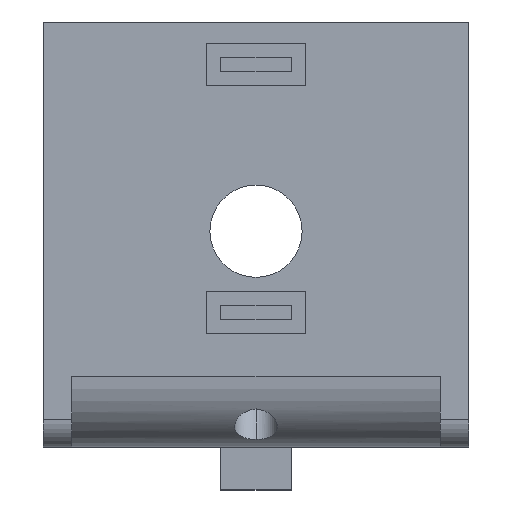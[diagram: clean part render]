
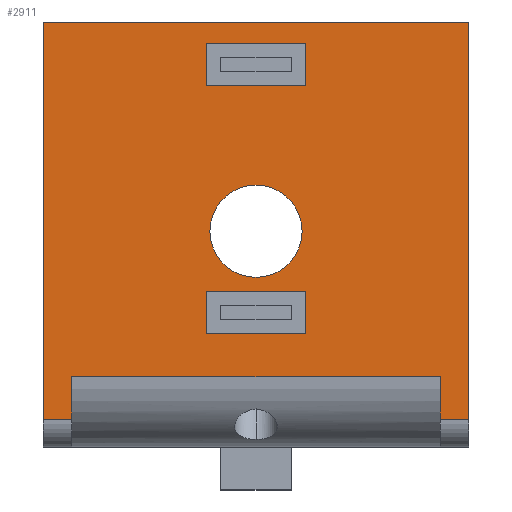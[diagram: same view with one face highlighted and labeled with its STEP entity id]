
A CAD part, front view. The second image highlights one B-rep face of the part: STEP entity #2911.
In plain terms, the highlighted planar face has unit normal (0, -1, 0).
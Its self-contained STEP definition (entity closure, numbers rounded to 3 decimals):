
#4 = ORIENTED_EDGE ( 'NONE', *, *, #3077, .T. ) ;
#16 = ORIENTED_EDGE ( 'NONE', *, *, #2263, .F. ) ;
#36 = EDGE_CURVE ( 'NONE', #227, #1784, #1849, .T. ) ;
#39 = VERTEX_POINT ( 'NONE', #1918 ) ;
#68 = LINE ( 'NONE', #97, #308 ) ;
#76 = CARTESIAN_POINT ( 'NONE',  ( 7., 0., 22. ) ) ;
#97 = CARTESIAN_POINT ( 'NONE',  ( 0., 0., 57. ) ) ;
#143 = FACE_BOUND ( 'NONE', #3199, .T. ) ;
#158 = CARTESIAN_POINT ( 'NONE',  ( 7., 0., 16. ) ) ;
#174 = VECTOR ( 'NONE', #2957, 1000. ) ;
#227 = VERTEX_POINT ( 'NONE', #1089 ) ;
#243 = LINE ( 'NONE', #1216, #844 ) ;
#267 = ORIENTED_EDGE ( 'NONE', *, *, #2443, .T. ) ;
#286 = ORIENTED_EDGE ( 'NONE', *, *, #1434, .T. ) ;
#292 = ORIENTED_EDGE ( 'NONE', *, *, #1392, .F. ) ;
#295 = CARTESIAN_POINT ( 'NONE',  ( 26., 0., 4. ) ) ;
#308 = VECTOR ( 'NONE', #2125, 1000. ) ;
#344 = EDGE_CURVE ( 'NONE', #3057, #39, #2063, .T. ) ;
#376 = CARTESIAN_POINT ( 'NONE',  ( 7., 0., 57. ) ) ;
#391 = FACE_BOUND ( 'NONE', #2985, .T. ) ;
#462 = CARTESIAN_POINT ( 'NONE',  ( 30., 0., 0. ) ) ;
#471 = DIRECTION ( 'NONE',  ( 1., 0., 0. ) ) ;
#494 = EDGE_LOOP ( 'NONE', ( #2080, #2784, #541, #267 ) ) ;
#521 = ORIENTED_EDGE ( 'NONE', *, *, #1386, .T. ) ;
#541 = ORIENTED_EDGE ( 'NONE', *, *, #2695, .T. ) ;
#621 = DIRECTION ( 'NONE',  ( 0., 0., -1. ) ) ;
#624 = FACE_BOUND ( 'NONE', #494, .T. ) ;
#668 = AXIS2_PLACEMENT_3D ( 'NONE', #2135, #3120, #1628 ) ;
#734 = CARTESIAN_POINT ( 'NONE',  ( 0., 0., 30.5 ) ) ;
#745 = EDGE_CURVE ( 'NONE', #2501, #1174, #1744, .T. ) ;
#746 = VECTOR ( 'NONE', #3191, 1000. ) ;
#803 = ORIENTED_EDGE ( 'NONE', *, *, #344, .F. ) ;
#810 = CARTESIAN_POINT ( 'NONE',  ( -30., 0., 4. ) ) ;
#811 = VERTEX_POINT ( 'NONE', #2775 ) ;
#844 = VECTOR ( 'NONE', #933, 1000. ) ;
#933 = DIRECTION ( 'NONE',  ( 1., 0., 0. ) ) ;
#959 = LINE ( 'NONE', #2184, #746 ) ;
#964 = DIRECTION ( 'NONE',  ( 0., 0., -1. ) ) ;
#967 = CARTESIAN_POINT ( 'NONE',  ( 7., 0., 0. ) ) ;
#971 = CARTESIAN_POINT ( 'NONE',  ( -7., 0., 0. ) ) ;
#1004 = DIRECTION ( 'NONE',  ( 0., 0., 1. ) ) ;
#1086 = DIRECTION ( 'NONE',  ( 0., 0., 1. ) ) ;
#1089 = CARTESIAN_POINT ( 'NONE',  ( 0., 0., 24. ) ) ;
#1102 = CARTESIAN_POINT ( 'NONE',  ( -7., 0., 0. ) ) ;
#1125 = LINE ( 'NONE', #1842, #2029 ) ;
#1137 = CARTESIAN_POINT ( 'NONE',  ( -26., 0., 0. ) ) ;
#1159 = VECTOR ( 'NONE', #1987, 1000. ) ;
#1174 = VERTEX_POINT ( 'NONE', #376 ) ;
#1216 = CARTESIAN_POINT ( 'NONE',  ( 0., 0., 51. ) ) ;
#1237 = CIRCLE ( 'NONE', #2288, 6.5 ) ;
#1238 = DIRECTION ( 'NONE',  ( 0., 0., 1. ) ) ;
#1248 = LINE ( 'NONE', #1531, #2799 ) ;
#1253 = EDGE_CURVE ( 'NONE', #1365, #1777, #2732, .T. ) ;
#1262 = VECTOR ( 'NONE', #2634, 1000. ) ;
#1351 = VECTOR ( 'NONE', #964, 1000. ) ;
#1365 = VERTEX_POINT ( 'NONE', #158 ) ;
#1368 = ORIENTED_EDGE ( 'NONE', *, *, #1776, .F. ) ;
#1375 = PLANE ( 'NONE',  #668 ) ;
#1379 = CARTESIAN_POINT ( 'NONE',  ( 0., 0., 30.5 ) ) ;
#1386 = EDGE_CURVE ( 'NONE', #1534, #2442, #3137, .T. ) ;
#1392 = EDGE_CURVE ( 'NONE', #1635, #2273, #1893, .T. ) ;
#1394 = DIRECTION ( 'NONE',  ( 0., 0., -1. ) ) ;
#1434 = EDGE_CURVE ( 'NONE', #2792, #2309, #959, .T. ) ;
#1478 = DIRECTION ( 'NONE',  ( -1., 0., 0. ) ) ;
#1517 = EDGE_CURVE ( 'NONE', #1625, #2501, #243, .T. ) ;
#1531 = CARTESIAN_POINT ( 'NONE',  ( 30., 0., 60. ) ) ;
#1534 = VERTEX_POINT ( 'NONE', #2701 ) ;
#1625 = VERTEX_POINT ( 'NONE', #1806 ) ;
#1626 = CARTESIAN_POINT ( 'NONE',  ( -30., 0., 0. ) ) ;
#1628 = DIRECTION ( 'NONE',  ( 0., 0., 1. ) ) ;
#1635 = VERTEX_POINT ( 'NONE', #76 ) ;
#1649 = DIRECTION ( 'NONE',  ( 0., 0., 1. ) ) ;
#1684 = DIRECTION ( 'NONE',  ( 0., -1., 0. ) ) ;
#1718 = VECTOR ( 'NONE', #1004, 1000. ) ;
#1744 = LINE ( 'NONE', #967, #174 ) ;
#1765 = ORIENTED_EDGE ( 'NONE', *, *, #1253, .T. ) ;
#1768 = ORIENTED_EDGE ( 'NONE', *, *, #2642, .T. ) ;
#1773 = VECTOR ( 'NONE', #1086, 1000. ) ;
#1776 = EDGE_CURVE ( 'NONE', #2408, #2309, #2163, .T. ) ;
#1777 = VERTEX_POINT ( 'NONE', #1952 ) ;
#1784 = VERTEX_POINT ( 'NONE', #2210 ) ;
#1806 = CARTESIAN_POINT ( 'NONE',  ( -7., 0., 51. ) ) ;
#1842 = CARTESIAN_POINT ( 'NONE',  ( 7., 0., 0. ) ) ;
#1845 = EDGE_LOOP ( 'NONE', ( #521, #1768, #803, #4, #2860, #286, #1368, #2763 ) ) ;
#1849 = CIRCLE ( 'NONE', #2416, 6.5 ) ;
#1862 = LINE ( 'NONE', #1925, #2908 ) ;
#1864 = CARTESIAN_POINT ( 'NONE',  ( -7., 0., 57. ) ) ;
#1893 = LINE ( 'NONE', #2876, #1262 ) ;
#1900 = ORIENTED_EDGE ( 'NONE', *, *, #3029, .F. ) ;
#1918 = CARTESIAN_POINT ( 'NONE',  ( -26., 0., 4. ) ) ;
#1925 = CARTESIAN_POINT ( 'NONE',  ( 30., 0., 10. ) ) ;
#1948 = VECTOR ( 'NONE', #621, 1000. ) ;
#1952 = CARTESIAN_POINT ( 'NONE',  ( -7., 0., 16. ) ) ;
#1987 = DIRECTION ( 'NONE',  ( -1., 0., 0. ) ) ;
#2025 = VECTOR ( 'NONE', #1394, 1000. ) ;
#2027 = DIRECTION ( 'NONE',  ( 0., -1., 0. ) ) ;
#2029 = VECTOR ( 'NONE', #1649, 1000. ) ;
#2054 = VECTOR ( 'NONE', #2889, 1000. ) ;
#2063 = LINE ( 'NONE', #1137, #2054 ) ;
#2079 = EDGE_CURVE ( 'NONE', #1777, #2273, #2127, .T. ) ;
#2080 = ORIENTED_EDGE ( 'NONE', *, *, #745, .F. ) ;
#2108 = ORIENTED_EDGE ( 'NONE', *, *, #2079, .T. ) ;
#2125 = DIRECTION ( 'NONE',  ( 1., 0., 0. ) ) ;
#2127 = LINE ( 'NONE', #1102, #1773 ) ;
#2135 = CARTESIAN_POINT ( 'NONE',  ( 30., 0., 0. ) ) ;
#2156 = DIRECTION ( 'NONE',  ( 0., 0., 1. ) ) ;
#2163 = LINE ( 'NONE', #462, #1351 ) ;
#2168 = LINE ( 'NONE', #2426, #2851 ) ;
#2184 = CARTESIAN_POINT ( 'NONE',  ( 30., 0., 4. ) ) ;
#2197 = CARTESIAN_POINT ( 'NONE',  ( 26., 0., 0. ) ) ;
#2210 = CARTESIAN_POINT ( 'NONE',  ( 0., 0., 37. ) ) ;
#2263 = EDGE_CURVE ( 'NONE', #1784, #227, #1237, .T. ) ;
#2273 = VERTEX_POINT ( 'NONE', #2783 ) ;
#2288 = AXIS2_PLACEMENT_3D ( 'NONE', #734, #2027, #1238 ) ;
#2309 = VERTEX_POINT ( 'NONE', #2529 ) ;
#2378 = FACE_OUTER_BOUND ( 'NONE', #1845, .T. ) ;
#2408 = VERTEX_POINT ( 'NONE', #2815 ) ;
#2416 = AXIS2_PLACEMENT_3D ( 'NONE', #1379, #1684, #2156 ) ;
#2426 = CARTESIAN_POINT ( 'NONE',  ( 30., 0., 4. ) ) ;
#2442 = VERTEX_POINT ( 'NONE', #810 ) ;
#2443 = EDGE_CURVE ( 'NONE', #2465, #1174, #68, .T. ) ;
#2465 = VERTEX_POINT ( 'NONE', #1864 ) ;
#2501 = VERTEX_POINT ( 'NONE', #3102 ) ;
#2529 = CARTESIAN_POINT ( 'NONE',  ( 30., 0., 4. ) ) ;
#2582 = CARTESIAN_POINT ( 'NONE',  ( -26., 0., 10. ) ) ;
#2601 = EDGE_CURVE ( 'NONE', #811, #2792, #3123, .T. ) ;
#2634 = DIRECTION ( 'NONE',  ( -1., 0., 0. ) ) ;
#2642 = EDGE_CURVE ( 'NONE', #2442, #39, #2168, .T. ) ;
#2695 = EDGE_CURVE ( 'NONE', #1625, #2465, #2753, .T. ) ;
#2701 = CARTESIAN_POINT ( 'NONE',  ( -30., 0., 60. ) ) ;
#2707 = EDGE_CURVE ( 'NONE', #2408, #1534, #1248, .T. ) ;
#2732 = LINE ( 'NONE', #3212, #1159 ) ;
#2753 = LINE ( 'NONE', #971, #1718 ) ;
#2763 = ORIENTED_EDGE ( 'NONE', *, *, #2707, .T. ) ;
#2775 = CARTESIAN_POINT ( 'NONE',  ( 26., 0., 10. ) ) ;
#2783 = CARTESIAN_POINT ( 'NONE',  ( -7., 0., 22. ) ) ;
#2784 = ORIENTED_EDGE ( 'NONE', *, *, #1517, .F. ) ;
#2792 = VERTEX_POINT ( 'NONE', #295 ) ;
#2799 = VECTOR ( 'NONE', #1478, 1000. ) ;
#2815 = CARTESIAN_POINT ( 'NONE',  ( 30., 0., 60. ) ) ;
#2851 = VECTOR ( 'NONE', #471, 1000. ) ;
#2860 = ORIENTED_EDGE ( 'NONE', *, *, #2601, .T. ) ;
#2876 = CARTESIAN_POINT ( 'NONE',  ( 0., 0., 22. ) ) ;
#2889 = DIRECTION ( 'NONE',  ( 0., 0., -1. ) ) ;
#2908 = VECTOR ( 'NONE', #3164, 1000. ) ;
#2911 = ADVANCED_FACE ( 'NONE', ( #2378, #143, #624, #391 ), #1375, .F. ) ;
#2957 = DIRECTION ( 'NONE',  ( 0., 0., 1. ) ) ;
#2985 = EDGE_LOOP ( 'NONE', ( #2108, #292, #1900, #1765 ) ) ;
#3029 = EDGE_CURVE ( 'NONE', #1365, #1635, #1125, .T. ) ;
#3053 = ORIENTED_EDGE ( 'NONE', *, *, #36, .F. ) ;
#3057 = VERTEX_POINT ( 'NONE', #2582 ) ;
#3077 = EDGE_CURVE ( 'NONE', #3057, #811, #1862, .T. ) ;
#3102 = CARTESIAN_POINT ( 'NONE',  ( 7., 0., 51. ) ) ;
#3120 = DIRECTION ( 'NONE',  ( 0., 1., 0. ) ) ;
#3123 = LINE ( 'NONE', #2197, #2025 ) ;
#3137 = LINE ( 'NONE', #1626, #1948 ) ;
#3164 = DIRECTION ( 'NONE',  ( 1., 0., 0. ) ) ;
#3191 = DIRECTION ( 'NONE',  ( 1., 0., 0. ) ) ;
#3199 = EDGE_LOOP ( 'NONE', ( #16, #3053 ) ) ;
#3212 = CARTESIAN_POINT ( 'NONE',  ( 0., 0., 16. ) ) ;
